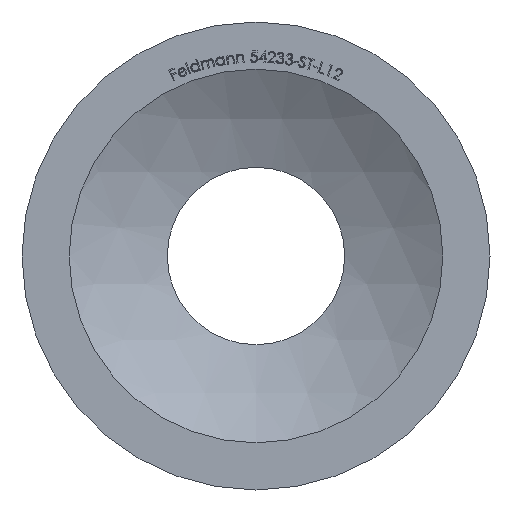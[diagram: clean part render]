
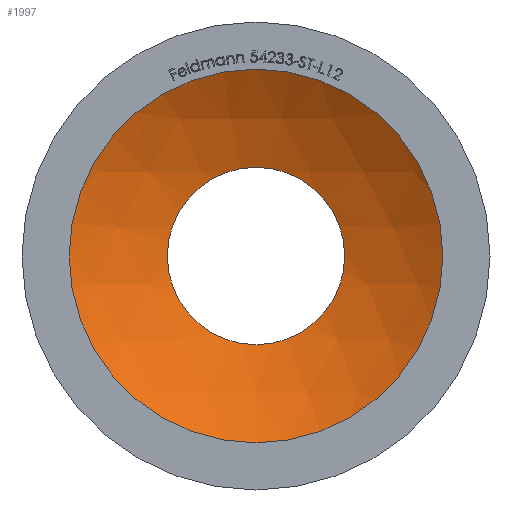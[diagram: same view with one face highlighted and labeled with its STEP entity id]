
A CAD part, front view. The second image highlights one B-rep face of the part: STEP entity #1997.
In plain terms, the highlighted spherical face has radius 23.688 mm.
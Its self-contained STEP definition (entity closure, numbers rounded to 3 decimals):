
#224 = ORIENTED_EDGE ( 'NONE', *, *, #7824, .F. ) ;
#309 = FACE_OUTER_BOUND ( 'NONE', #9486, .T. ) ;
#438 = CARTESIAN_POINT ( 'NONE',  ( 0., 3.161, 0. ) ) ;
#482 = DIRECTION ( 'NONE',  ( 0., -1., 0. ) ) ;
#560 = ORIENTED_EDGE ( 'NONE', *, *, #12048, .T. ) ;
#752 = CIRCLE ( 'NONE', #3297, 6.25 ) ;
#1253 = VERTEX_POINT ( 'NONE', #5446 ) ;
#1487 = SPHERICAL_SURFACE ( 'NONE', #7212, 23.688 ) ;
#1997 = ADVANCED_FACE ( 'NONE', ( #309, #11920 ), #1487, .F. ) ;
#3297 = AXIS2_PLACEMENT_3D ( 'NONE', #438, #482, #12156 ) ;
#5446 = CARTESIAN_POINT ( 'NONE',  ( 0., 3.161, -6.25 ) ) ;
#5622 = DIRECTION ( 'NONE',  ( 1., 0., 0. ) ) ;
#5812 = DIRECTION ( 'NONE',  ( 0., 0., 1. ) ) ;
#7212 = AXIS2_PLACEMENT_3D ( 'NONE', #13085, #5812, #7934 ) ;
#7755 = CARTESIAN_POINT ( 'NONE',  ( 0., 0., 0. ) ) ;
#7824 = EDGE_CURVE ( 'NONE', #1253, #1253, #752, .T. ) ;
#7934 = DIRECTION ( 'NONE',  ( 1., 0., 0. ) ) ;
#8094 = AXIS2_PLACEMENT_3D ( 'NONE', #7755, #8814, #5622 ) ;
#8586 = CARTESIAN_POINT ( 'NONE',  ( 13.172, 0., 0. ) ) ;
#8814 = DIRECTION ( 'NONE',  ( 0., -1., 0. ) ) ;
#9335 = VERTEX_POINT ( 'NONE', #8586 ) ;
#9486 = EDGE_LOOP ( 'NONE', ( #224 ) ) ;
#10605 = EDGE_LOOP ( 'NONE', ( #560 ) ) ;
#10849 = CIRCLE ( 'NONE', #8094, 13.172 ) ;
#11920 = FACE_OUTER_BOUND ( 'NONE', #10605, .T. ) ;
#12048 = EDGE_CURVE ( 'NONE', #9335, #9335, #10849, .T. ) ;
#12156 = DIRECTION ( 'NONE',  ( 0., 0., -1. ) ) ;
#13085 = CARTESIAN_POINT ( 'NONE',  ( 0., -19.687, 0. ) ) ;
